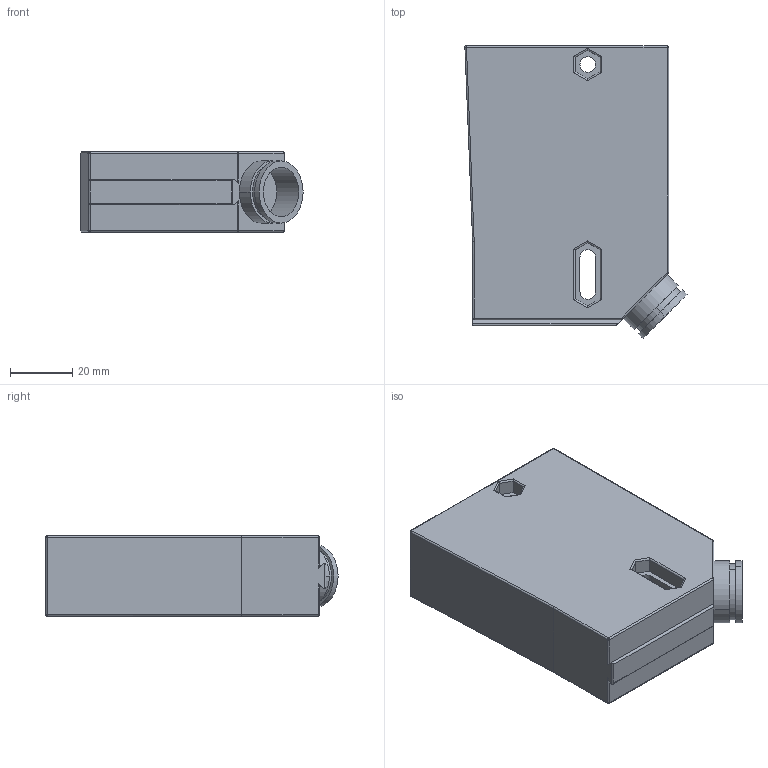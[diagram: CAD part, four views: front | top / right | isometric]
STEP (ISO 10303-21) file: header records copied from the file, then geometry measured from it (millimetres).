
FILE_DESCRIPTION((''),'2;1');
FILE_NAME('SL29_R_F300097A','2006-01-03T',('Pepperl+Fuchs'),('Industriehansa'),'PRO/ENGINEER BY PARAMETRIC TECHNOLOGY CORPORATION, 2005290','PRO/ENGINEER BY PARAMETRIC TECHNOLOGY CORPORATION, 2005290','');
FILE_SCHEMA(('AUTOMOTIVE_DESIGN_CC2 { 1 2 10303 214 -1 1 5 2 }'));
Length unit declared in the file: millimetre
Products named in the file (1): SL29_R_F300097A
Bounding box: 71.41 x 93.94 x 25.8 mm (x, y, z)
Volume: 140038.6 mm3; surface area: 21421.1 mm2
Topology: 1 solids, 1 shells, 115 faces, 269 edges, 174 vertices
Faces by surface type: cylinder 59, plane 46, sphere 10
Entity records: 4355 total; most frequent: CARTESIAN_POINT 744, DIRECTION 521, ORIENTED_EDGE 518, PRESENTATION_STYLE_ASSIGNMENT 285, STYLED_ITEM 276, CURVE_STYLE 271, EDGE_CURVE 259, VECTOR 177
